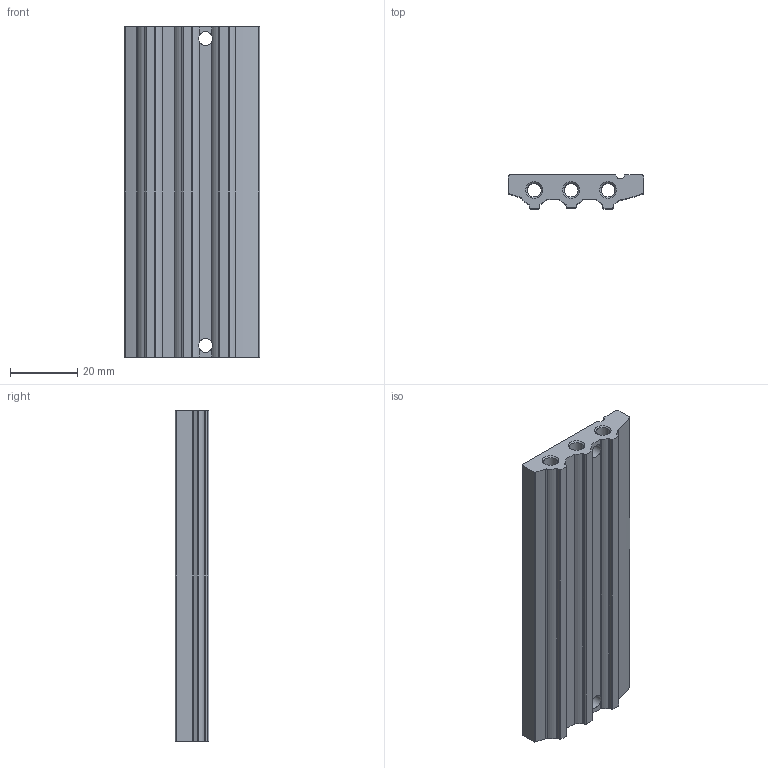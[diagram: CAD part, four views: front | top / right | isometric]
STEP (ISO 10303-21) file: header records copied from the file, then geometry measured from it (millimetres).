
FILE_DESCRIPTION(/* description */ ('STEP AP214'),/* implementation_level */ '2;1');
FILE_NAME(/* name */ '566528_VABM-L1-10AS-M5-8',/* time_stamp */ '2024-09-16T00:34:46+02:00',/* author */ ('License CC BY-ND 4.0'),/* organization */ ('CADENAS'),/* preprocessor_version */ 'ST-DEVELOPER v19.3',/* originating_system */ 'PARTsolutions',/* authorisation */ ' ');
FILE_SCHEMA (('AUTOMOTIVE_DESIGN {1 0 10303 214 3 1 1}'));
Length unit declared in the file: millimetre
Products named in the file (2): 566528 VABM-L1-10AS-M5-8; 566528 VABM-L1-10AS-M5-8---(L1-P)
Assembly tree (1 placements, depth 2):
  566528 VABM-L1-10AS-M5-8
    566528 VABM-L1-10AS-M5-8---(L1-P)
Bounding box: 40.3 x 10 x 98.5 mm (x, y, z)
Volume: 25446 mm3; surface area: 15796.8 mm2
Topology: 1 solids, 1 shells, 237 faces, 709 edges, 460 vertices
Faces by surface type: cylinder 101, plane 82, cone 54
Full cylindrical faces by diameter (mm): 1.567 x16, 4 x24, 4.134 x6, 4.2 x5
Entity records: 7323 total; most frequent: CARTESIAN_POINT 1631, DIRECTION 1150, ORIENTED_EDGE 1028, EDGE_CURVE 514, AXIS2_PLACEMENT_3D 449, FACE_BOUND 426, VERTEX_POINT 410, EDGE_LOOP 394
